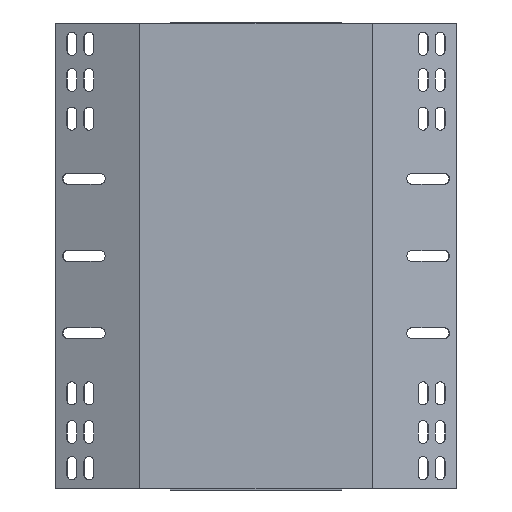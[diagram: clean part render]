
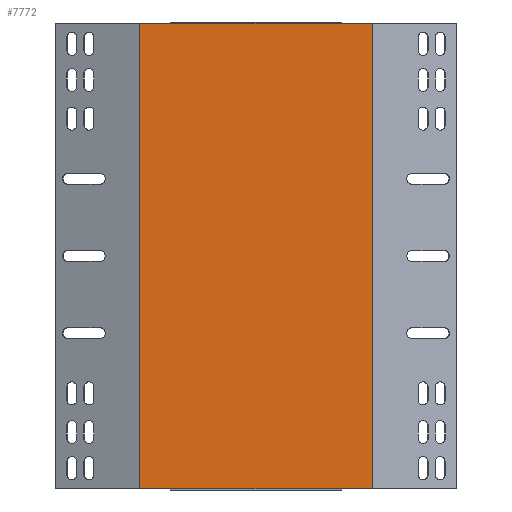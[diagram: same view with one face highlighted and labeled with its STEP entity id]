
A CAD part, front view. The second image highlights one B-rep face of the part: STEP entity #7772.
In plain terms, the highlighted planar face has unit normal (0, -1, 0).
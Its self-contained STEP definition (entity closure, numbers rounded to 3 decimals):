
#292 = CARTESIAN_POINT ( 'NONE',  ( 53.141, -23.927, -176.657 ) ) ;
#462 = EDGE_CURVE ( 'NONE', #1950, #8651, #6951, .T. ) ;
#524 = DIRECTION ( 'NONE',  ( 0., 0., 1. ) ) ;
#811 = DIRECTION ( 'NONE',  ( 0., 0., 1. ) ) ;
#863 = CARTESIAN_POINT ( 'NONE',  ( -97.377, -23.927, -176.657 ) ) ;
#1470 = VECTOR ( 'NONE', #524, 1000. ) ;
#1478 = LINE ( 'NONE', #292, #1470 ) ;
#1849 = CARTESIAN_POINT ( 'NONE',  ( -98.349, -23.927, 125.8 ) ) ;
#1857 = DIRECTION ( 'NONE',  ( 1., 0., 0. ) ) ;
#1869 = VECTOR ( 'NONE', #1857, 1000. ) ;
#1882 = LINE ( 'NONE', #1849, #1869 ) ;
#1950 = VERTEX_POINT ( 'NONE', #6539 ) ;
#2364 = FACE_OUTER_BOUND ( 'NONE', #8425, .T. ) ;
#2423 = DIRECTION ( 'NONE',  ( 0., 0., 1. ) ) ;
#2436 = DIRECTION ( 'NONE',  ( 0., 1., 0. ) ) ;
#2483 = PLANE ( 'NONE',  #6939 ) ;
#2643 = EDGE_CURVE ( 'NONE', #4934, #4718, #1882, .T. ) ;
#2712 = CARTESIAN_POINT ( 'NONE',  ( -97.218, -23.927, 125. ) ) ;
#3641 = CARTESIAN_POINT ( 'NONE',  ( -97.377, -23.927, 125.8 ) ) ;
#3712 = EDGE_CURVE ( 'NONE', #8651, #4718, #1478, .T. ) ;
#4608 = CARTESIAN_POINT ( 'NONE',  ( 53.141, -23.927, 125.8 ) ) ;
#4718 = VERTEX_POINT ( 'NONE', #4608 ) ;
#4934 = VERTEX_POINT ( 'NONE', #3641 ) ;
#5777 = ORIENTED_EDGE ( 'NONE', *, *, #3712, .T. ) ;
#5814 = ORIENTED_EDGE ( 'NONE', *, *, #2643, .F. ) ;
#5912 = ORIENTED_EDGE ( 'NONE', *, *, #8125, .F. ) ;
#5916 = ORIENTED_EDGE ( 'NONE', *, *, #462, .T. ) ;
#6539 = CARTESIAN_POINT ( 'NONE',  ( -97.377, -23.927, -175.8 ) ) ;
#6802 = CARTESIAN_POINT ( 'NONE',  ( 53.141, -23.927, -175.8 ) ) ;
#6847 = VECTOR ( 'NONE', #7980, 1000. ) ;
#6939 = AXIS2_PLACEMENT_3D ( 'NONE', #2712, #2436, #2423 ) ;
#6951 = LINE ( 'NONE', #8024, #6847 ) ;
#7772 = ADVANCED_FACE ( 'NONE', ( #2364 ), #2483, .F. ) ;
#7980 = DIRECTION ( 'NONE',  ( 1., 0., 0. ) ) ;
#8024 = CARTESIAN_POINT ( 'NONE',  ( -98.349, -23.927, -175.8 ) ) ;
#8125 = EDGE_CURVE ( 'NONE', #1950, #4934, #8720, .T. ) ;
#8425 = EDGE_LOOP ( 'NONE', ( #5777, #5814, #5912, #5916 ) ) ;
#8651 = VERTEX_POINT ( 'NONE', #6802 ) ;
#8709 = VECTOR ( 'NONE', #811, 1000. ) ;
#8720 = LINE ( 'NONE', #863, #8709 ) ;
